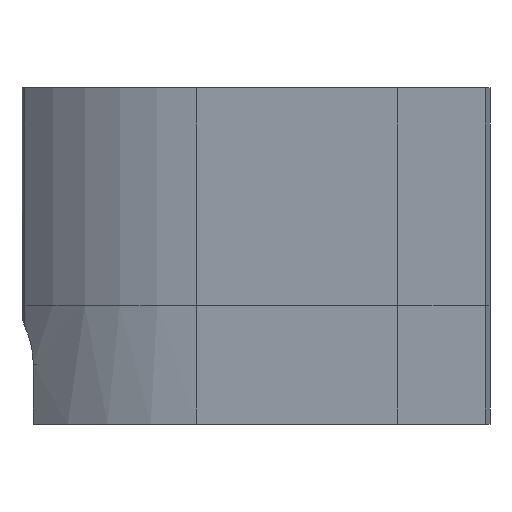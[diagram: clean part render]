
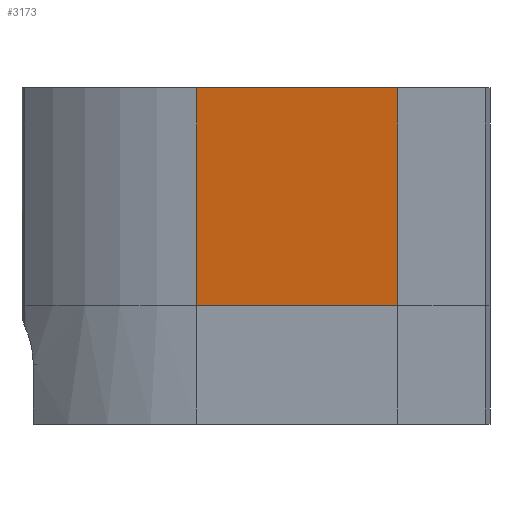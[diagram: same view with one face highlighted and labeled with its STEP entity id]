
A CAD part, left-side view. The second image highlights one B-rep face of the part: STEP entity #3173.
In plain terms, the highlighted planar face has unit normal (-0.985, 0.173, 0).
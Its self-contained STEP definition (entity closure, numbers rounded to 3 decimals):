
#280 = PLANE('',#281);
#281 = AXIS2_PLACEMENT_3D('',#282,#283,#284);
#282 = CARTESIAN_POINT('',(-15.341,-7.774,16.5));
#283 = DIRECTION('',(0.,0.,-1.));
#284 = DIRECTION('',(0.,1.,0.));
#972 = PLANE('',#973);
#973 = AXIS2_PLACEMENT_3D('',#974,#975,#976);
#974 = CARTESIAN_POINT('',(-34.552,-11.5,0.));
#975 = DIRECTION('',(0.985,-0.173,0.)
  );
#976 = DIRECTION('',(0.173,0.985,0.)
  );
#1397 = CYLINDRICAL_SURFACE('',#1398,21.7);
#1398 = AXIS2_PLACEMENT_3D('',#1399,#1400,#1401);
#1399 = CARTESIAN_POINT('',(-10.5,0.,0.));
#1400 = DIRECTION('',(0.,0.,-1.));
#1401 = DIRECTION('',(1.,0.,0.));
#1594 = VERTEX_POINT('',#1595);
#1595 = CARTESIAN_POINT('',(-34.552,-11.5,16.5));
#1609 = PLANE('',#1610);
#1610 = AXIS2_PLACEMENT_3D('',#1611,#1612,#1613);
#1611 = CARTESIAN_POINT('',(-34.552,-11.5,0.));
#1612 = DIRECTION('',(0.985,-0.173,0.)
  );
#1613 = DIRECTION('',(-0.173,-0.985,0.
    ));
#1621 = EDGE_CURVE('',#1622,#1594,#1624,.T.);
#1622 = VERTEX_POINT('',#1623);
#1623 = CARTESIAN_POINT('',(-31.873,3.754,16.5));
#1624 = SURFACE_CURVE('',#1625,(#1629,#1636),.PCURVE_S1.);
#1625 = LINE('',#1626,#1627);
#1626 = CARTESIAN_POINT('',(-31.873,3.754,16.5));
#1627 = VECTOR('',#1628,1.);
#1628 = DIRECTION('',(-0.173,-0.985,0.)
  );
#1629 = PCURVE('',#280,#1630);
#1630 = DEFINITIONAL_REPRESENTATION('',(#1631),#1635);
#1631 = LINE('',#1632,#1633);
#1632 = CARTESIAN_POINT('',(11.529,-16.532));
#1633 = VECTOR('',#1634,1.);
#1634 = DIRECTION('',(-0.985,-0.173));
#1635 = ( GEOMETRIC_REPRESENTATION_CONTEXT(2) 
PARAMETRIC_REPRESENTATION_CONTEXT() REPRESENTATION_CONTEXT('2D SPACE',''
  ) );
#1636 = PCURVE('',#1637,#1642);
#1637 = PLANE('',#1638);
#1638 = AXIS2_PLACEMENT_3D('',#1639,#1640,#1641);
#1639 = CARTESIAN_POINT('',(-31.873,3.754,
    0.));
#1640 = DIRECTION('',(0.985,-0.173,0.)
  );
#1641 = DIRECTION('',(-0.173,-0.985,0.)
  );
#1642 = DEFINITIONAL_REPRESENTATION('',(#1643),#1647);
#1643 = LINE('',#1644,#1645);
#1644 = CARTESIAN_POINT('',(0.,-16.5));
#1645 = VECTOR('',#1646,1.);
#1646 = DIRECTION('',(1.,0.));
#1647 = ( GEOMETRIC_REPRESENTATION_CONTEXT(2) 
PARAMETRIC_REPRESENTATION_CONTEXT() REPRESENTATION_CONTEXT('2D SPACE',''
  ) );
#1757 = VERTEX_POINT('',#1758);
#1758 = CARTESIAN_POINT('',(-31.873,3.754,
    0.));
#1828 = VERTEX_POINT('',#1829);
#1829 = CARTESIAN_POINT('',(-34.552,-11.5,0.));
#1852 = EDGE_CURVE('',#1828,#1757,#1853,.T.);
#1853 = SURFACE_CURVE('',#1854,(#1858,#1865),.PCURVE_S1.);
#1854 = LINE('',#1855,#1856);
#1855 = CARTESIAN_POINT('',(-34.552,-11.5,0.));
#1856 = VECTOR('',#1857,1.);
#1857 = DIRECTION('',(0.173,0.985,0.)
  );
#1858 = PCURVE('',#972,#1859);
#1859 = DEFINITIONAL_REPRESENTATION('',(#1860),#1864);
#1860 = LINE('',#1861,#1862);
#1861 = CARTESIAN_POINT('',(0.,0.));
#1862 = VECTOR('',#1863,1.);
#1863 = DIRECTION('',(1.,0.));
#1864 = ( GEOMETRIC_REPRESENTATION_CONTEXT(2) 
PARAMETRIC_REPRESENTATION_CONTEXT() REPRESENTATION_CONTEXT('2D SPACE',''
  ) );
#1865 = PCURVE('',#1637,#1866);
#1866 = DEFINITIONAL_REPRESENTATION('',(#1867),#1871);
#1867 = LINE('',#1868,#1869);
#1868 = CARTESIAN_POINT('',(15.488,0.));
#1869 = VECTOR('',#1870,1.);
#1870 = DIRECTION('',(-1.,0.));
#1871 = ( GEOMETRIC_REPRESENTATION_CONTEXT(2) 
PARAMETRIC_REPRESENTATION_CONTEXT() REPRESENTATION_CONTEXT('2D SPACE',''
  ) );
#3044 = EDGE_CURVE('',#1757,#1622,#3045,.T.);
#3045 = SURFACE_CURVE('',#3046,(#3050,#3057),.PCURVE_S1.);
#3046 = LINE('',#3047,#3048);
#3047 = CARTESIAN_POINT('',(-31.873,3.754,
    0.));
#3048 = VECTOR('',#3049,1.);
#3049 = DIRECTION('',(0.,0.,1.));
#3050 = PCURVE('',#1397,#3051);
#3051 = DEFINITIONAL_REPRESENTATION('',(#3052),#3056);
#3052 = LINE('',#3053,#3054);
#3053 = CARTESIAN_POINT('',(-2.968,0.));
#3054 = VECTOR('',#3055,1.);
#3055 = DIRECTION('',(-0.,-1.));
#3056 = ( GEOMETRIC_REPRESENTATION_CONTEXT(2) 
PARAMETRIC_REPRESENTATION_CONTEXT() REPRESENTATION_CONTEXT('2D SPACE',''
  ) );
#3057 = PCURVE('',#1637,#3058);
#3058 = DEFINITIONAL_REPRESENTATION('',(#3059),#3063);
#3059 = LINE('',#3060,#3061);
#3060 = CARTESIAN_POINT('',(0.,0.));
#3061 = VECTOR('',#3062,1.);
#3062 = DIRECTION('',(0.,-1.));
#3063 = ( GEOMETRIC_REPRESENTATION_CONTEXT(2) 
PARAMETRIC_REPRESENTATION_CONTEXT() REPRESENTATION_CONTEXT('2D SPACE',''
  ) );
#3150 = EDGE_CURVE('',#1828,#1594,#3151,.T.);
#3151 = SURFACE_CURVE('',#3152,(#3156,#3163),.PCURVE_S1.);
#3152 = LINE('',#3153,#3154);
#3153 = CARTESIAN_POINT('',(-34.552,-11.5,0.));
#3154 = VECTOR('',#3155,1.);
#3155 = DIRECTION('',(0.,0.,1.));
#3156 = PCURVE('',#1609,#3157);
#3157 = DEFINITIONAL_REPRESENTATION('',(#3158),#3162);
#3158 = LINE('',#3159,#3160);
#3159 = CARTESIAN_POINT('',(0.,0.));
#3160 = VECTOR('',#3161,1.);
#3161 = DIRECTION('',(0.,-1.));
#3162 = ( GEOMETRIC_REPRESENTATION_CONTEXT(2) 
PARAMETRIC_REPRESENTATION_CONTEXT() REPRESENTATION_CONTEXT('2D SPACE',''
  ) );
#3163 = PCURVE('',#1637,#3164);
#3164 = DEFINITIONAL_REPRESENTATION('',(#3165),#3169);
#3165 = LINE('',#3166,#3167);
#3166 = CARTESIAN_POINT('',(15.488,0.));
#3167 = VECTOR('',#3168,1.);
#3168 = DIRECTION('',(0.,-1.));
#3169 = ( GEOMETRIC_REPRESENTATION_CONTEXT(2) 
PARAMETRIC_REPRESENTATION_CONTEXT() REPRESENTATION_CONTEXT('2D SPACE',''
  ) );
#3173 = ADVANCED_FACE('',(#3174),#1637,.F.);
#3174 = FACE_BOUND('',#3175,.F.);
#3175 = EDGE_LOOP('',(#3176,#3177,#3178,#3179));
#3176 = ORIENTED_EDGE('',*,*,#3044,.T.);
#3177 = ORIENTED_EDGE('',*,*,#1621,.T.);
#3178 = ORIENTED_EDGE('',*,*,#3150,.F.);
#3179 = ORIENTED_EDGE('',*,*,#1852,.T.);
